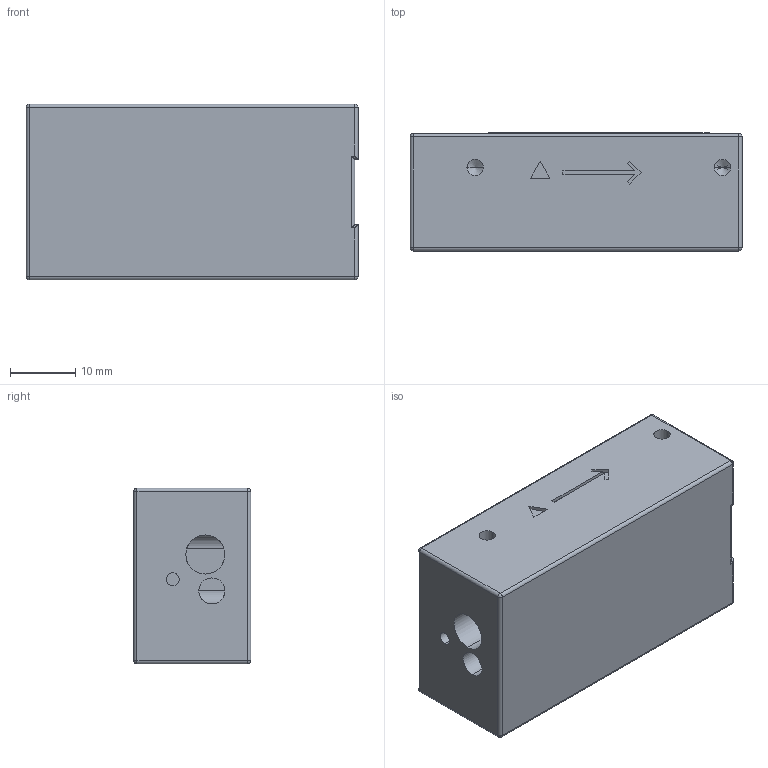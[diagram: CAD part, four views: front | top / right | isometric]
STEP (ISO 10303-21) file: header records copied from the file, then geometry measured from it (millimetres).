
FILE_DESCRIPTION (( 'STEP AP203' ), '1' );
FILE_NAME ('PM-B-XX-XX-S-XX.STEP', '2014-04-17T01:47:03', ( 'user' ), ( '' ), 'SwSTEP 2.0', 'SolidWorks 2010', '' );
FILE_SCHEMA (( 'CONFIG_CONTROL_DESIGN' ));
Length unit declared in the file: millimetre
Products named in the file (1): PM-B-XX-XX-S-XX
Bounding box: 51 x 18.1 x 27 mm (x, y, z)
Volume: 18769.4 mm3; surface area: 8291.9 mm2
Topology: 2 solids, 2 shells, 119 faces, 299 edges, 174 vertices
Faces by surface type: plane 54, cylinder 47, cone 8, sphere 8, bspline 2
Entity records: 3616 total; most frequent: CARTESIAN_POINT 755, DIRECTION 591, ORIENTED_EDGE 562, EDGE_CURVE 281, AXIS2_PLACEMENT_3D 202, VECTOR 187, LINE 187, VERTEX_POINT 174
